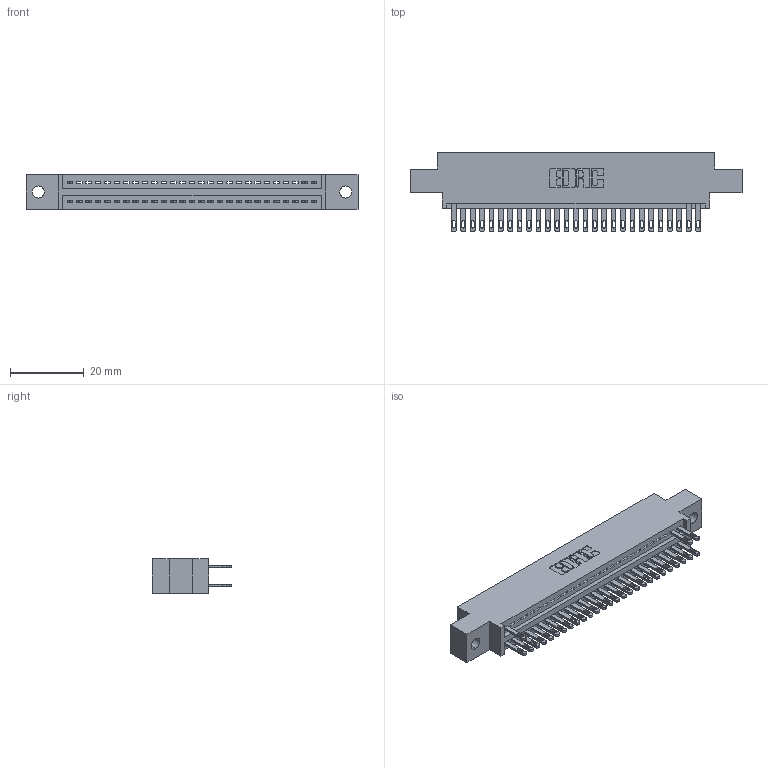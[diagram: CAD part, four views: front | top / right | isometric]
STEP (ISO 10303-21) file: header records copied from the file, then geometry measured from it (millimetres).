
FILE_DESCRIPTION (( 'STEP AP203' ), '1' );
FILE_NAME ('345-054-500-802.STEP', '2018-09-23T20:02:01', ( '' ), ( '' ), 'SwSTEP 2.0', 'SolidWorks 2016', '' );
FILE_SCHEMA (( 'CONFIG_CONTROL_DESIGN' ));
Length unit declared in the file: inch
Products named in the file (3): 345 Part_0.170 Offset - 0.128 Dia; 345-292-001_345-293-100; 345-054-500-802
Assembly tree (31 placements, depth 2):
  345-054-500-802
    345 Part_0.170 Offset - 0.128 Dia
    345-292-001_345-293-100  x30
Bounding box: 89.79 x 21.51 x 9.4 mm (x, y, z)
Volume: 8308.2 mm3; surface area: 10941.9 mm2
Topology: 31 solids, 31 shells, 1702 faces, 5231 edges, 3486 vertices
Faces by surface type: plane 1062, cylinder 640
Entity records: 22501 total; most frequent: CARTESIAN_POINT 3892, ORIENTED_EDGE 3850, DIRECTION 3425, EDGE_CURVE 1925, VECTOR 1681, LINE 1681, VERTEX_POINT 1282, AXIS2_PLACEMENT_3D 872
